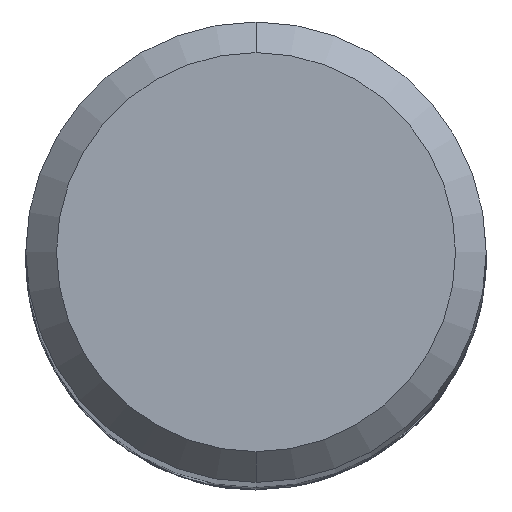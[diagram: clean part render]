
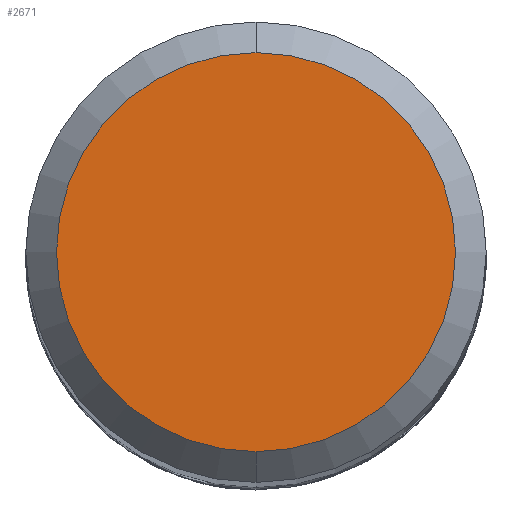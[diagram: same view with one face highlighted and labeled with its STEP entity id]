
A CAD part, top view. The second image highlights one B-rep face of the part: STEP entity #2671.
In plain terms, the highlighted planar face has unit normal (0, 0, 1).
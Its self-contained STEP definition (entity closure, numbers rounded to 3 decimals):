
#1593=VERTEX_POINT('',#3647);
#2255=EDGE_CURVE('',#2931,#1593,#4362,.T.);
#2671=ADVANCED_FACE('',(#4821),#4822,.T.);
#2931=VERTEX_POINT('',#5099);
#2991=EDGE_CURVE('',#1593,#2931,#5163,.T.);
#3647=CARTESIAN_POINT('',(0.,-2.6,0.0));
#4362=CIRCLE('',#14571,2.6);
#4821=FACE_OUTER_BOUND('',#17390,.T.);
#4822=PLANE('',#17391);
#5099=CARTESIAN_POINT('',(0.0,2.6,0.0));
#5163=CIRCLE('',#20221,2.6);
#14571=AXIS2_PLACEMENT_3D('',#21817,#21818,#21819);
#17390=EDGE_LOOP('',(#22368,#22369));
#17391=AXIS2_PLACEMENT_3D('',#22370,#22371,#22372);
#20221=AXIS2_PLACEMENT_3D('',#22670,#22671,#22672);
#21817=CARTESIAN_POINT('',(0.0,0.0,0.0));
#21818=DIRECTION('',(0.0,0.0,-1.0));
#21819=DIRECTION('',(0.0,1.0,0.0));
#22368=ORIENTED_EDGE('',*,*,#2255,.F.);
#22369=ORIENTED_EDGE('',*,*,#2991,.F.);
#22370=CARTESIAN_POINT('',(0.0,1.3,0.0));
#22371=DIRECTION('',(-0.0,0.0,1.0));
#22372=DIRECTION('',(0.0,-1.0,0.0));
#22670=CARTESIAN_POINT('',(0.0,0.0,0.0));
#22671=DIRECTION('',(0.0,0.0,-1.0));
#22672=DIRECTION('',(0.0,1.0,0.0));
